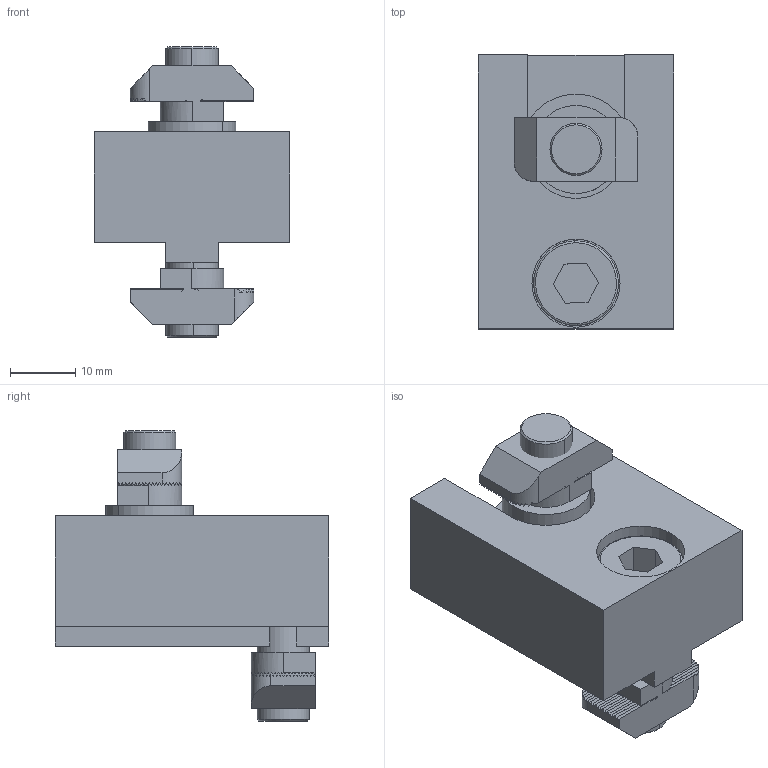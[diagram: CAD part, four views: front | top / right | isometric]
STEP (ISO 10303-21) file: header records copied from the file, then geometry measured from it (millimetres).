
FILE_DESCRIPTION (( 'STEP AP203' ), '1' );
FILE_NAME ('084.407.010.STEP', '2018-03-12T13:33:54', ( '' ), ( '' ), 'SwSTEP 2.0', 'SolidWorks 2016', '' );
FILE_SCHEMA (( 'CONFIG_CONTROL_DESIGN' ));
Length unit declared in the file: millimetre
Products named in the file (6): 084.407.010; 084.301.000 VITI ALUSIC_084.301.004; 084.407.001a; 084.302.028; 084.301.000 VITI ALUSIC_084.301.003; 084.407.001b
Assembly tree (6 placements, depth 2):
  084.407.010
    084.407.001a
    084.407.001b
    084.301.000 VITI ALUSIC_084.301.004
    084.301.000 VITI ALUSIC_084.301.003
    084.302.028  x2
Bounding box: 30 x 42 x 44.5 mm (x, y, z)
Volume: 20367.5 mm3; surface area: 12353.9 mm2
Topology: 6 solids, 6 shells, 408 faces, 1090 edges, 700 vertices
Faces by surface type: plane 328, cylinder 72, cone 4, torus 4
Entity records: 8020 total; most frequent: CARTESIAN_POINT 1599, ORIENTED_EDGE 1268, DIRECTION 1152, EDGE_CURVE 634, VECTOR 414, LINE 414, VERTEX_POINT 408, AXIS2_PLACEMENT_3D 369
